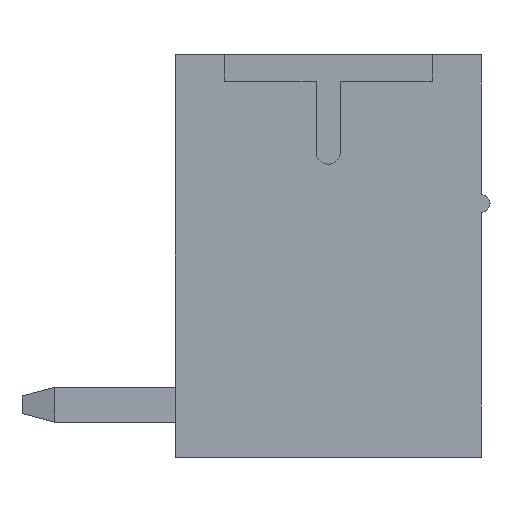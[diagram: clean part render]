
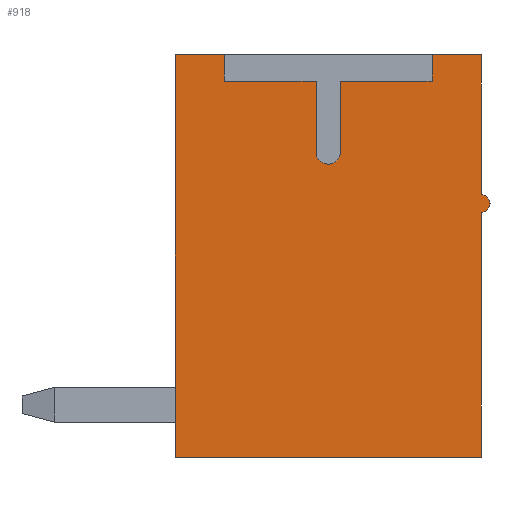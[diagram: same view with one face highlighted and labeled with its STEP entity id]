
A CAD part, left-side view. The second image highlights one B-rep face of the part: STEP entity #918.
In plain terms, the highlighted planar face has unit normal (-1, 0, 0).
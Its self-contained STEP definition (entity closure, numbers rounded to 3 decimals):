
#918 = ADVANCED_FACE( '', ( #2216 ), #2217, .F. );
#2216 = FACE_OUTER_BOUND( '', #3961, .T. );
#2217 = PLANE( '', #3962 );
#3961 = EDGE_LOOP( '', ( #6440, #6441, #6442, #6443, #6444, #6445, #6446, #6447, #6448, #6449, #6450, #6451, #6452, #6453 ) );
#3962 = AXIS2_PLACEMENT_3D( '', #6454, #6455, #6456 );
#6440 = ORIENTED_EDGE( '', *, *, #11417, .T. );
#6441 = ORIENTED_EDGE( '', *, *, #11226, .T. );
#6442 = ORIENTED_EDGE( '', *, *, #11418, .T. );
#6443 = ORIENTED_EDGE( '', *, *, #11179, .T. );
#6444 = ORIENTED_EDGE( '', *, *, #11419, .T. );
#6445 = ORIENTED_EDGE( '', *, *, #11420, .T. );
#6446 = ORIENTED_EDGE( '', *, *, #11421, .T. );
#6447 = ORIENTED_EDGE( '', *, *, #11422, .T. );
#6448 = ORIENTED_EDGE( '', *, *, #11423, .T. );
#6449 = ORIENTED_EDGE( '', *, *, #11233, .T. );
#6450 = ORIENTED_EDGE( '', *, *, #11424, .T. );
#6451 = ORIENTED_EDGE( '', *, *, #11425, .T. );
#6452 = ORIENTED_EDGE( '', *, *, #11426, .T. );
#6453 = ORIENTED_EDGE( '', *, *, #11427, .T. );
#6454 = CARTESIAN_POINT( '', ( -23.305, 0., 2.375 ) );
#6455 = DIRECTION( '', ( 1., 0., 0. ) );
#6456 = DIRECTION( '', ( 0., 0., -1. ) );
#11179 = EDGE_CURVE( '', #13648, #13646, #13649, .T. );
#11226 = EDGE_CURVE( '', #13727, #13724, #13728, .T. );
#11233 = EDGE_CURVE( '', #13740, #13738, #13741, .T. );
#11417 = EDGE_CURVE( '', #14064, #13727, #14065, .T. );
#11418 = EDGE_CURVE( '', #13724, #13648, #14066, .T. );
#11419 = EDGE_CURVE( '', #13646, #14067, #14068, .T. );
#11420 = EDGE_CURVE( '', #14067, #14069, #14070, .T. );
#11421 = EDGE_CURVE( '', #14069, #14071, #14072, .T. );
#11422 = EDGE_CURVE( '', #14071, #14073, #14074, .T. );
#11423 = EDGE_CURVE( '', #14073, #13740, #14075, .T. );
#11424 = EDGE_CURVE( '', #13738, #14076, #14077, .T. );
#11425 = EDGE_CURVE( '', #14076, #14078, #14079, .T. );
#11426 = EDGE_CURVE( '', #14078, #14080, #14081, .T. );
#11427 = EDGE_CURVE( '', #14080, #14064, #14082, .F. );
#13646 = VERTEX_POINT( '', #17159 );
#13648 = VERTEX_POINT( '', #17162 );
#13649 = LINE( '', #17163, #17164 );
#13724 = VERTEX_POINT( '', #17271 );
#13727 = VERTEX_POINT( '', #17275 );
#13728 = LINE( '', #17276, #17277 );
#13738 = VERTEX_POINT( '', #17292 );
#13740 = VERTEX_POINT( '', #17295 );
#13741 = LINE( '', #17296, #17297 );
#14064 = VERTEX_POINT( '', #17780 );
#14065 = LINE( '', #17781, #17782 );
#14066 = LINE( '', #17783, #17784 );
#14067 = VERTEX_POINT( '', #17785 );
#14068 = LINE( '', #17786, #17787 );
#14069 = VERTEX_POINT( '', #17788 );
#14070 = CIRCLE( '', #17789, 0.275 );
#14071 = VERTEX_POINT( '', #17790 );
#14072 = LINE( '', #17791, #17792 );
#14073 = VERTEX_POINT( '', #17793 );
#14074 = LINE( '', #17794, #17795 );
#14075 = LINE( '', #17796, #17797 );
#14076 = VERTEX_POINT( '', #17798 );
#14077 = LINE( '', #17799, #17800 );
#14078 = VERTEX_POINT( '', #17801 );
#14079 = LINE( '', #17802, #17803 );
#14080 = VERTEX_POINT( '', #17804 );
#14081 = LINE( '', #17805, #17806 );
#14082 = CIRCLE( '', #17807, 0.2 );
#17159 = CARTESIAN_POINT( '', ( -23.305, -0.275, 4. ) );
#17162 = CARTESIAN_POINT( '', ( -23.305, -2.375, 4. ) );
#17163 = CARTESIAN_POINT( '', ( -23.305, -2.375, 4. ) );
#17164 = VECTOR( '', #21008, 1000. );
#17271 = CARTESIAN_POINT( '', ( -23.305, -2.375, 4.6 ) );
#17275 = CARTESIAN_POINT( '', ( -23.305, -3.5, 4.6 ) );
#17276 = CARTESIAN_POINT( '', ( -23.305, -3.871, 4.6 ) );
#17277 = VECTOR( '', #21051, 1000. );
#17292 = CARTESIAN_POINT( '', ( -23.305, 3.5, 4.6 ) );
#17295 = CARTESIAN_POINT( '', ( -23.305, 2.375, 4.6 ) );
#17296 = CARTESIAN_POINT( '', ( -23.305, 2.375, 4.6 ) );
#17297 = VECTOR( '', #21058, 1000. );
#17780 = CARTESIAN_POINT( '', ( -23.305, -3.5, 1.4 ) );
#17781 = CARTESIAN_POINT( '', ( -23.305, -3.5, 1.4 ) );
#17782 = VECTOR( '', #21255, 1000. );
#17783 = CARTESIAN_POINT( '', ( -23.305, -2.375, 4.6 ) );
#17784 = VECTOR( '', #21256, 1000. );
#17785 = CARTESIAN_POINT( '', ( -23.305, -0.275, 2.375 ) );
#17786 = CARTESIAN_POINT( '', ( -23.305, -0.275, 4. ) );
#17787 = VECTOR( '', #21257, 1000. );
#17788 = CARTESIAN_POINT( '', ( -23.305, 0.275, 2.375 ) );
#17789 = AXIS2_PLACEMENT_3D( '', #21258, #21259, #21260 );
#17790 = CARTESIAN_POINT( '', ( -23.305, 0.275, 4. ) );
#17791 = CARTESIAN_POINT( '', ( -23.305, 0.275, 2.375 ) );
#17792 = VECTOR( '', #21261, 1000. );
#17793 = CARTESIAN_POINT( '', ( -23.305, 2.375, 4. ) );
#17794 = CARTESIAN_POINT( '', ( -23.305, 0.275, 4. ) );
#17795 = VECTOR( '', #21262, 1000. );
#17796 = CARTESIAN_POINT( '', ( -23.305, 2.375, 4. ) );
#17797 = VECTOR( '', #21263, 1000. );
#17798 = CARTESIAN_POINT( '', ( -23.305, 3.5, -4.6 ) );
#17799 = CARTESIAN_POINT( '', ( -23.305, 3.5, 4.6 ) );
#17800 = VECTOR( '', #21264, 1000. );
#17801 = CARTESIAN_POINT( '', ( -23.305, -3.5, -4.6 ) );
#17802 = CARTESIAN_POINT( '', ( -23.305, 3.5, -4.6 ) );
#17803 = VECTOR( '', #21265, 1000. );
#17804 = CARTESIAN_POINT( '', ( -23.305, -3.5, 1. ) );
#17805 = CARTESIAN_POINT( '', ( -23.305, -3.5, -4.6 ) );
#17806 = VECTOR( '', #21266, 1000. );
#17807 = AXIS2_PLACEMENT_3D( '', #21267, #21268, #21269 );
#21008 = DIRECTION( '', ( 0., 1., 0. ) );
#21051 = DIRECTION( '', ( 0., 1., 0. ) );
#21058 = DIRECTION( '', ( 0., 1., 0. ) );
#21255 = DIRECTION( '', ( 0., 0., 1. ) );
#21256 = DIRECTION( '', ( 0., 0., -1. ) );
#21257 = DIRECTION( '', ( 0., 0., -1. ) );
#21258 = CARTESIAN_POINT( '', ( -23.305, 0., 2.375 ) );
#21259 = DIRECTION( '', ( 1., 0., 0. ) );
#21260 = DIRECTION( '', ( 0., -1., 0. ) );
#21261 = DIRECTION( '', ( 0., 0., 1. ) );
#21262 = DIRECTION( '', ( 0., 1., 0. ) );
#21263 = DIRECTION( '', ( 0., 0., 1. ) );
#21264 = DIRECTION( '', ( 0., 0., -1. ) );
#21265 = DIRECTION( '', ( 0., -1., 0. ) );
#21266 = DIRECTION( '', ( 0., 0., 1. ) );
#21267 = CARTESIAN_POINT( '', ( -23.305, -3.5, 1.2 ) );
#21268 = DIRECTION( '', ( 1., 0., 0. ) );
#21269 = DIRECTION( '', ( 0., 0., -1. ) );
